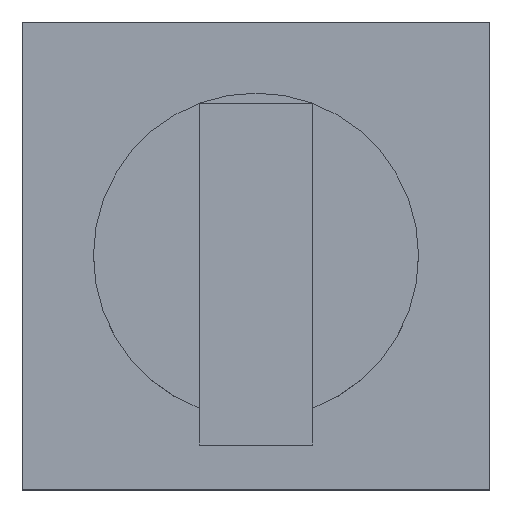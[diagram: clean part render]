
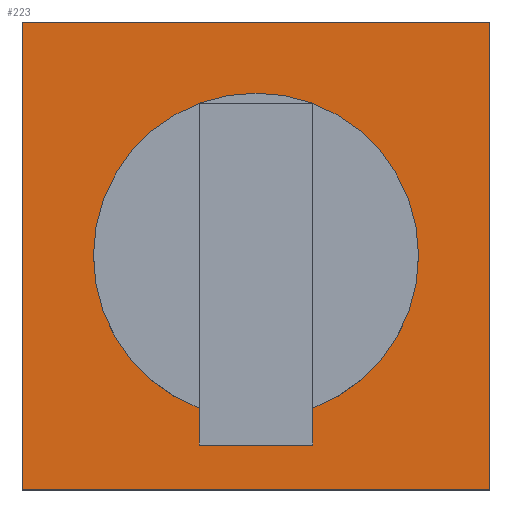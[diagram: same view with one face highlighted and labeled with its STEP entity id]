
A CAD part, top view. The second image highlights one B-rep face of the part: STEP entity #223.
In plain terms, the highlighted planar face has unit normal (0, 0, 1).
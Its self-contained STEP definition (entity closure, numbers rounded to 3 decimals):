
#149=CARTESIAN_POINT('',(323.75,-323.75,160.0));
#150=DIRECTION('',(0.0,0.0,-1.0));
#151=DIRECTION('',(0.0,-1.0,0.0));
#152=AXIS2_PLACEMENT_3D('',#149,#150,#151);
#153=PLANE('',#152);
#154=CARTESIAN_POINT('',(323.75,-323.75,160.0));
#155=VERTEX_POINT('',#154);
#156=CARTESIAN_POINT('',(-323.75,-323.75,160.0));
#157=VERTEX_POINT('',#156);
#158=CARTESIAN_POINT('',(323.75,-323.75,160.0));
#159=DIRECTION('',(-1.0,0.0,0.0));
#160=VECTOR('',#159,647.5);
#161=LINE('',#158,#160);
#162=EDGE_CURVE('',#155,#157,#161,.T.);
#163=ORIENTED_EDGE('',*,*,#162,.F.);
#164=CARTESIAN_POINT('',(323.75,323.75,160.0));
#165=VERTEX_POINT('',#164);
#166=CARTESIAN_POINT('',(323.75,323.75,160.0));
#167=DIRECTION('',(0.0,-1.0,0.0));
#168=VECTOR('',#167,647.5);
#169=LINE('',#166,#168);
#170=EDGE_CURVE('',#165,#155,#169,.T.);
#171=ORIENTED_EDGE('',*,*,#170,.F.);
#172=CARTESIAN_POINT('',(-323.75,323.75,160.0));
#173=VERTEX_POINT('',#172);
#174=CARTESIAN_POINT('',(-323.75,323.75,160.0));
#175=DIRECTION('',(1.0,0.0,0.0));
#176=VECTOR('',#175,647.5);
#177=LINE('',#174,#176);
#178=EDGE_CURVE('',#173,#165,#177,.T.);
#179=ORIENTED_EDGE('',*,*,#178,.F.);
#180=CARTESIAN_POINT('',(-323.75,-323.75,160.0));
#181=DIRECTION('',(0.0,1.0,0.0));
#182=VECTOR('',#181,647.5);
#183=LINE('',#180,#182);
#184=EDGE_CURVE('',#157,#173,#183,.T.);
#185=ORIENTED_EDGE('',*,*,#184,.F.);
#186=EDGE_LOOP('',(#163,#171,#179,#185));
#187=FACE_OUTER_BOUND('',#186,.T.);
#188=CARTESIAN_POINT('',(78.75,-210.769,160.0));
#189=VERTEX_POINT('',#188);
#190=CARTESIAN_POINT('',(-78.75,-210.769,160.0));
#191=VERTEX_POINT('',#190);
#192=CARTESIAN_POINT('',(0.0,0.0,160.0));
#193=DIRECTION('',(0.0,0.0,1.0));
#194=DIRECTION('',(0.0,1.0,0.0));
#195=AXIS2_PLACEMENT_3D('',#192,#193,#194);
#196=CIRCLE('',#195,225.0);
#197=EDGE_CURVE('',#189,#191,#196,.T.);
#198=ORIENTED_EDGE('',*,*,#197,.F.);
#199=CARTESIAN_POINT('',(78.75,-262.5,160.0));
#200=VERTEX_POINT('',#199);
#201=CARTESIAN_POINT('',(78.75,-262.5,160.0));
#202=DIRECTION('',(0.0,1.0,0.0));
#203=VECTOR('',#202,51.731);
#204=LINE('',#201,#203);
#205=EDGE_CURVE('',#200,#189,#204,.T.);
#206=ORIENTED_EDGE('',*,*,#205,.F.);
#207=CARTESIAN_POINT('',(-78.75,-262.5,160.0));
#208=VERTEX_POINT('',#207);
#209=CARTESIAN_POINT('',(-78.75,-262.5,160.0));
#210=DIRECTION('',(1.0,0.0,0.0));
#211=VECTOR('',#210,157.5);
#212=LINE('',#209,#211);
#213=EDGE_CURVE('',#208,#200,#212,.T.);
#214=ORIENTED_EDGE('',*,*,#213,.F.);
#215=CARTESIAN_POINT('',(-78.75,-210.769,160.0));
#216=DIRECTION('',(0.0,-1.0,0.0));
#217=VECTOR('',#216,51.731);
#218=LINE('',#215,#217);
#219=EDGE_CURVE('',#191,#208,#218,.T.);
#220=ORIENTED_EDGE('',*,*,#219,.F.);
#221=EDGE_LOOP('',(#198,#206,#214,#220));
#222=FACE_BOUND('',#221,.T.);
#223=ADVANCED_FACE('',(#187,#222),#153,.F.);
